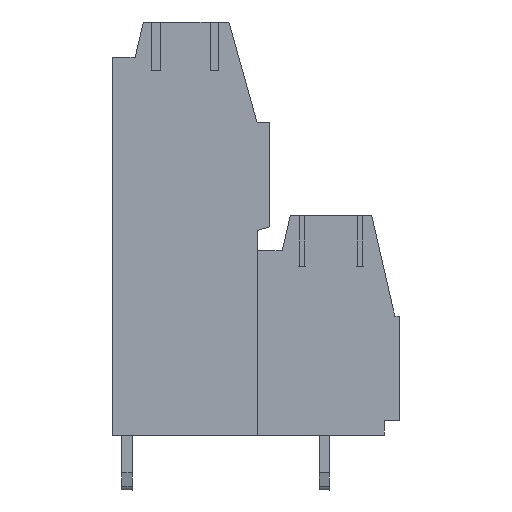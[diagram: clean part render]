
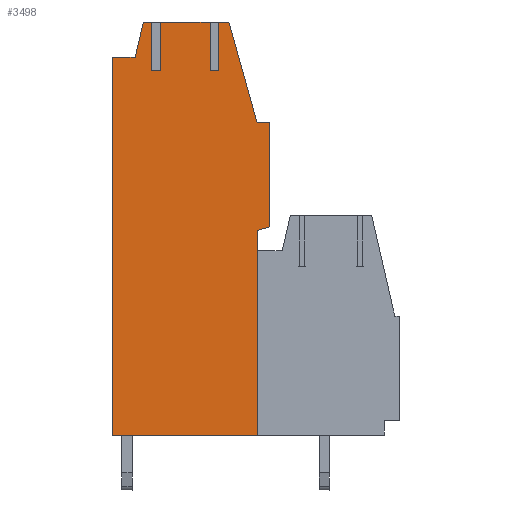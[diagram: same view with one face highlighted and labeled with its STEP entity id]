
A CAD part, left-side view. The second image highlights one B-rep face of the part: STEP entity #3498.
In plain terms, the highlighted planar face has unit normal (-1, 0, 0).
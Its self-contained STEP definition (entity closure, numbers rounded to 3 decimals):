
#3438=AXIS2_PLACEMENT_3D('Plane Axis2P3D',#3435,#3436,#3437) ;
#1009=CARTESIAN_POINT('Vertex',(0.,8.3,3.2)) ;
#1012=CARTESIAN_POINT('Line Origine',(0.,12.525,3.2)) ;
#1016=CARTESIAN_POINT('Vertex',(0.,16.75,3.2)) ;
#1800=CARTESIAN_POINT('Line Origine',(0.,16.75,14.225)) ;
#1804=CARTESIAN_POINT('Vertex',(0.,16.75,25.25)) ;
#1924=CARTESIAN_POINT('Vertex',(0.,8.3,15.15)) ;
#1927=CARTESIAN_POINT('Line Origine',(0.,8.3,9.175)) ;
#2088=CARTESIAN_POINT('Vertex',(0.,14.95,27.3)) ;
#2091=CARTESIAN_POINT('Line Origine',(0.,14.7,27.3)) ;
#2095=CARTESIAN_POINT('Vertex',(0.,14.45,27.3)) ;
#2144=CARTESIAN_POINT('Vertex',(0.,13.95,27.3)) ;
#2147=CARTESIAN_POINT('Line Origine',(0.,12.5,27.3)) ;
#2151=CARTESIAN_POINT('Vertex',(0.,11.05,27.3)) ;
#2200=CARTESIAN_POINT('Vertex',(0.,10.55,27.3)) ;
#2203=CARTESIAN_POINT('Line Origine',(0.,10.25,27.3)) ;
#2207=CARTESIAN_POINT('Vertex',(0.,9.95,27.3)) ;
#2501=CARTESIAN_POINT('Line Origine',(0.,9.131,24.375)) ;
#2505=CARTESIAN_POINT('Vertex',(0.,8.311,21.45)) ;
#2525=CARTESIAN_POINT('Line Origine',(0.,7.956,21.45)) ;
#2529=CARTESIAN_POINT('Vertex',(0.,7.6,21.45)) ;
#2549=CARTESIAN_POINT('Line Origine',(0.,7.6,18.4)) ;
#2553=CARTESIAN_POINT('Vertex',(0.,7.6,15.35)) ;
#2879=CARTESIAN_POINT('Line Origine',(0.,7.95,15.25)) ;
#2896=CARTESIAN_POINT('Line Origine',(0.,16.088,25.25)) ;
#2900=CARTESIAN_POINT('Vertex',(0.,15.425,25.25)) ;
#2920=CARTESIAN_POINT('Line Origine',(0.,15.188,26.275)) ;
#3435=CARTESIAN_POINT('Axis2P3D Location',(0.,7.6,0.)) ;
#3440=CARTESIAN_POINT('Line Origine',(0.,13.95,25.875)) ;
#3444=CARTESIAN_POINT('Vertex',(0.,13.95,24.45)) ;
#3447=CARTESIAN_POINT('Line Origine',(0.,14.2,24.45)) ;
#3451=CARTESIAN_POINT('Vertex',(0.,14.45,24.45)) ;
#3454=CARTESIAN_POINT('Line Origine',(0.,14.45,25.875)) ;
#3459=CARTESIAN_POINT('Line Origine',(0.,10.55,25.875)) ;
#3463=CARTESIAN_POINT('Vertex',(0.,10.55,24.45)) ;
#3466=CARTESIAN_POINT('Line Origine',(0.,10.8,24.45)) ;
#3470=CARTESIAN_POINT('Vertex',(0.,11.05,24.45)) ;
#3473=CARTESIAN_POINT('Line Origine',(0.,11.05,25.875)) ;
#1013=DIRECTION('Vector Direction',(0.,1.,0.)) ;
#1801=DIRECTION('Vector Direction',(0.,0.,1.)) ;
#1928=DIRECTION('Vector Direction',(0.,0.,-1.)) ;
#2092=DIRECTION('Vector Direction',(0.,-1.,0.)) ;
#2148=DIRECTION('Vector Direction',(0.,-1.,0.)) ;
#2204=DIRECTION('Vector Direction',(0.,-1.,0.)) ;
#2502=DIRECTION('Vector Direction',(0.,-0.27,-0.963)) ;
#2526=DIRECTION('Vector Direction',(0.,-1.,0.)) ;
#2550=DIRECTION('Vector Direction',(0.,0.,-1.)) ;
#2880=DIRECTION('Vector Direction',(0.,0.962,-0.275)) ;
#2897=DIRECTION('Vector Direction',(0.,-1.,0.)) ;
#2921=DIRECTION('Vector Direction',(0.,-0.226,0.974)) ;
#3436=DIRECTION('Axis2P3D Direction',(-1.,0.,0.)) ;
#3437=DIRECTION('Axis2P3D XDirection',(0.,0.,1.)) ;
#3441=DIRECTION('Vector Direction',(0.,0.,1.)) ;
#3448=DIRECTION('Vector Direction',(0.,-1.,0.)) ;
#3455=DIRECTION('Vector Direction',(0.,0.,1.)) ;
#3460=DIRECTION('Vector Direction',(0.,0.,1.)) ;
#3467=DIRECTION('Vector Direction',(0.,-1.,0.)) ;
#3474=DIRECTION('Vector Direction',(0.,0.,1.)) ;
#1014=VECTOR('Line Direction',#1013,1.) ;
#1802=VECTOR('Line Direction',#1801,1.) ;
#1929=VECTOR('Line Direction',#1928,1.) ;
#2093=VECTOR('Line Direction',#2092,1.) ;
#2149=VECTOR('Line Direction',#2148,1.) ;
#2205=VECTOR('Line Direction',#2204,1.) ;
#2503=VECTOR('Line Direction',#2502,1.) ;
#2527=VECTOR('Line Direction',#2526,1.) ;
#2551=VECTOR('Line Direction',#2550,1.) ;
#2881=VECTOR('Line Direction',#2880,1.) ;
#2898=VECTOR('Line Direction',#2897,1.) ;
#2922=VECTOR('Line Direction',#2921,1.) ;
#3442=VECTOR('Line Direction',#3441,1.) ;
#3449=VECTOR('Line Direction',#3448,1.) ;
#3456=VECTOR('Line Direction',#3455,1.) ;
#3461=VECTOR('Line Direction',#3460,1.) ;
#3468=VECTOR('Line Direction',#3467,1.) ;
#3475=VECTOR('Line Direction',#3474,1.) ;
#3479=ORIENTED_EDGE('',*,*,#2153,.T.) ;
#3480=ORIENTED_EDGE('',*,*,#3446,.F.) ;
#3481=ORIENTED_EDGE('',*,*,#3453,.F.) ;
#3482=ORIENTED_EDGE('',*,*,#3458,.T.) ;
#3483=ORIENTED_EDGE('',*,*,#2097,.T.) ;
#3484=ORIENTED_EDGE('',*,*,#2924,.T.) ;
#3485=ORIENTED_EDGE('',*,*,#2902,.T.) ;
#3486=ORIENTED_EDGE('',*,*,#1806,.T.) ;
#3487=ORIENTED_EDGE('',*,*,#1018,.T.) ;
#3488=ORIENTED_EDGE('',*,*,#1931,.T.) ;
#3489=ORIENTED_EDGE('',*,*,#2883,.T.) ;
#3490=ORIENTED_EDGE('',*,*,#2555,.T.) ;
#3491=ORIENTED_EDGE('',*,*,#2531,.T.) ;
#3492=ORIENTED_EDGE('',*,*,#2507,.T.) ;
#3493=ORIENTED_EDGE('',*,*,#2209,.T.) ;
#3494=ORIENTED_EDGE('',*,*,#3465,.F.) ;
#3495=ORIENTED_EDGE('',*,*,#3472,.F.) ;
#3496=ORIENTED_EDGE('',*,*,#3477,.T.) ;
#3498=ADVANCED_FACE('Hauptk\X2\00F6\X0\rper',(#3497),#3439,.T.) ;
#1018=EDGE_CURVE('',#1017,#1010,#1015,.F.) ;
#1806=EDGE_CURVE('',#1805,#1017,#1803,.F.) ;
#1931=EDGE_CURVE('',#1010,#1925,#1930,.F.) ;
#2097=EDGE_CURVE('',#2096,#2089,#2094,.F.) ;
#2153=EDGE_CURVE('',#2152,#2145,#2150,.F.) ;
#2209=EDGE_CURVE('',#2208,#2201,#2206,.F.) ;
#2507=EDGE_CURVE('',#2506,#2208,#2504,.F.) ;
#2531=EDGE_CURVE('',#2530,#2506,#2528,.F.) ;
#2555=EDGE_CURVE('',#2554,#2530,#2552,.F.) ;
#2883=EDGE_CURVE('',#1925,#2554,#2882,.F.) ;
#2902=EDGE_CURVE('',#2901,#1805,#2899,.F.) ;
#2924=EDGE_CURVE('',#2089,#2901,#2923,.F.) ;
#3446=EDGE_CURVE('',#3445,#2145,#3443,.T.) ;
#3453=EDGE_CURVE('',#3452,#3445,#3450,.T.) ;
#3458=EDGE_CURVE('',#3452,#2096,#3457,.T.) ;
#3465=EDGE_CURVE('',#3464,#2201,#3462,.T.) ;
#3472=EDGE_CURVE('',#3471,#3464,#3469,.T.) ;
#3477=EDGE_CURVE('',#3471,#2152,#3476,.T.) ;
#3478=EDGE_LOOP('',(#3479,#3480,#3481,#3482,#3483,#3484,#3485,#3486,#3487,#3488,#3489,#3490,#3491,#3492,#3493,#3494,#3495,#3496)) ;
#3497=FACE_OUTER_BOUND('',#3478,.T.) ;
#1015=LINE('Line',#1012,#1014) ;
#1803=LINE('Line',#1800,#1802) ;
#1930=LINE('Line',#1927,#1929) ;
#2094=LINE('Line',#2091,#2093) ;
#2150=LINE('Line',#2147,#2149) ;
#2206=LINE('Line',#2203,#2205) ;
#2504=LINE('Line',#2501,#2503) ;
#2528=LINE('Line',#2525,#2527) ;
#2552=LINE('Line',#2549,#2551) ;
#2882=LINE('Line',#2879,#2881) ;
#2899=LINE('Line',#2896,#2898) ;
#2923=LINE('Line',#2920,#2922) ;
#3443=LINE('Line',#3440,#3442) ;
#3450=LINE('Line',#3447,#3449) ;
#3457=LINE('Line',#3454,#3456) ;
#3462=LINE('Line',#3459,#3461) ;
#3469=LINE('Line',#3466,#3468) ;
#3476=LINE('Line',#3473,#3475) ;
#3439=PLANE('',#3438) ;
#1010=VERTEX_POINT('',#1009) ;
#1017=VERTEX_POINT('',#1016) ;
#1805=VERTEX_POINT('',#1804) ;
#1925=VERTEX_POINT('',#1924) ;
#2089=VERTEX_POINT('',#2088) ;
#2096=VERTEX_POINT('',#2095) ;
#2145=VERTEX_POINT('',#2144) ;
#2152=VERTEX_POINT('',#2151) ;
#2201=VERTEX_POINT('',#2200) ;
#2208=VERTEX_POINT('',#2207) ;
#2506=VERTEX_POINT('',#2505) ;
#2530=VERTEX_POINT('',#2529) ;
#2554=VERTEX_POINT('',#2553) ;
#2901=VERTEX_POINT('',#2900) ;
#3445=VERTEX_POINT('',#3444) ;
#3452=VERTEX_POINT('',#3451) ;
#3464=VERTEX_POINT('',#3463) ;
#3471=VERTEX_POINT('',#3470) ;
